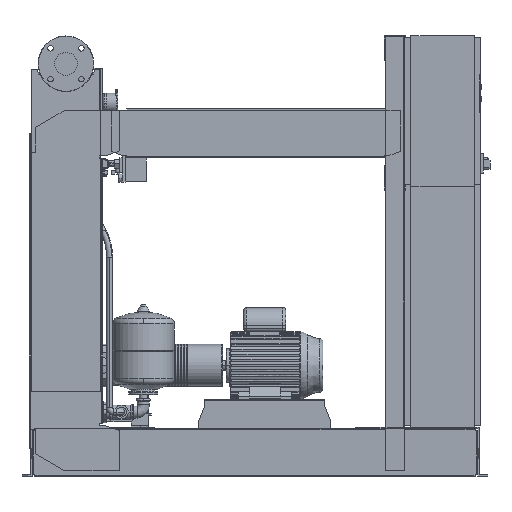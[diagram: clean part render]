
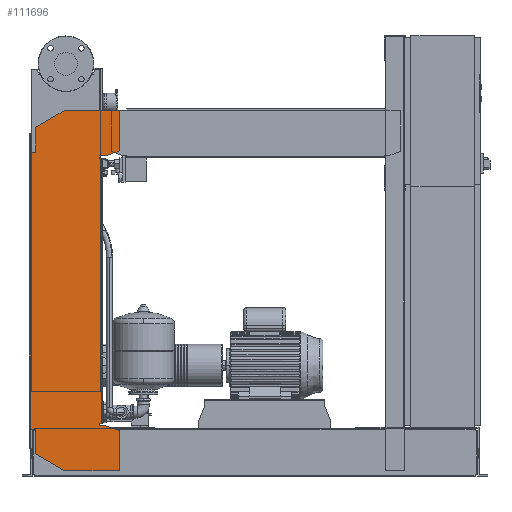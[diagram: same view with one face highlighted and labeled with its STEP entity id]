
A CAD part, front view. The second image highlights one B-rep face of the part: STEP entity #111696.
In plain terms, the highlighted free-form (B-spline) face has degree [1, 1] with [2, 2] control points.
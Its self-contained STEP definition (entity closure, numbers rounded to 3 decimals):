
#111181=CARTESIAN_POINT('',(-102.0,-463.5,1076.0));
#111182=VERTEX_POINT('',#111181);
#111189=CARTESIAN_POINT('',(-102.0,-463.5,1158.574));
#111190=VERTEX_POINT('',#111189);
#111191=CARTESIAN_POINT('',(-102.0,-463.5,1076.0));
#111192=DIRECTION('',(0.0,0.0,1.0));
#111193=VECTOR('',#111192,82.574);
#111194=LINE('',#111191,#111193);
#111195=EDGE_CURVE('',#111182,#111190,#111194,.T.);
#111213=CARTESIAN_POINT('',(-6.,-463.5,1214.0));
#111214=VERTEX_POINT('',#111213);
#111215=CARTESIAN_POINT('',(-102.0,-463.5,1158.574));
#111216=DIRECTION('',(0.866,0.0,0.5));
#111217=VECTOR('',#111216,110.851);
#111218=LINE('',#111215,#111217);
#111219=EDGE_CURVE('',#111190,#111214,#111218,.T.);
#111237=CARTESIAN_POINT('',(177.0,-463.5,1214.0));
#111238=VERTEX_POINT('',#111237);
#111239=CARTESIAN_POINT('',(-6.,-463.5,1214.0));
#111240=DIRECTION('',(1.0,0.0,0.0));
#111241=VECTOR('',#111240,183.0);
#111242=LINE('',#111239,#111241);
#111243=EDGE_CURVE('',#111214,#111238,#111242,.T.);
#111261=CARTESIAN_POINT('',(177.0,-463.5,1080.379));
#111262=VERTEX_POINT('',#111261);
#111263=CARTESIAN_POINT('',(177.0,-463.5,1214.0));
#111264=DIRECTION('',(0.0,0.0,-1.0));
#111265=VECTOR('',#111264,133.621);
#111266=LINE('',#111263,#111265);
#111267=EDGE_CURVE('',#111238,#111262,#111266,.T.);
#111285=CARTESIAN_POINT('',(132.,-463.5,1064.0));
#111286=VERTEX_POINT('',#111285);
#111287=CARTESIAN_POINT('',(177.0,-463.5,1080.379));
#111288=DIRECTION('',(-0.94,0.0,-0.342));
#111289=VECTOR('',#111288,47.888);
#111290=LINE('',#111287,#111289);
#111291=EDGE_CURVE('',#111262,#111286,#111290,.T.);
#111309=CARTESIAN_POINT('',(112.0,-463.5,1064.0));
#111310=VERTEX_POINT('',#111309);
#111311=CARTESIAN_POINT('',(132.,-463.5,1064.0));
#111312=DIRECTION('',(-1.0,0.0,0.0));
#111313=VECTOR('',#111312,20.);
#111314=LINE('',#111311,#111313);
#111315=EDGE_CURVE('',#111286,#111310,#111314,.T.);
#111333=CARTESIAN_POINT('',(112.0,-463.5,1056.0));
#111334=VERTEX_POINT('',#111333);
#111335=CARTESIAN_POINT('',(112.0,-463.5,1064.0));
#111336=DIRECTION('',(0.0,0.0,-1.0));
#111337=VECTOR('',#111336,8.0);
#111338=LINE('',#111335,#111337);
#111339=EDGE_CURVE('',#111310,#111334,#111338,.T.);
#111357=CARTESIAN_POINT('',(120.,-463.5,1056.0));
#111358=VERTEX_POINT('',#111357);
#111359=CARTESIAN_POINT('',(112.0,-463.5,1056.0));
#111360=DIRECTION('',(1.0,0.0,0.0));
#111361=VECTOR('',#111360,8.);
#111362=LINE('',#111359,#111361);
#111363=EDGE_CURVE('',#111334,#111358,#111362,.T.);
#111381=CARTESIAN_POINT('',(120.,-463.5,176.));
#111382=VERTEX_POINT('',#111381);
#111393=CARTESIAN_POINT('',(120.,-463.5,1056.0));
#111394=DIRECTION('',(0.0,0.0,-1.0));
#111395=VECTOR('',#111394,880.);
#111396=LINE('',#111393,#111395);
#111397=EDGE_CURVE('',#111358,#111382,#111396,.T.);
#111411=CARTESIAN_POINT('',(112.,-463.5,176.));
#111412=VERTEX_POINT('',#111411);
#111413=CARTESIAN_POINT('',(120.,-463.5,176.));
#111414=DIRECTION('',(-1.0,0.0,0.0));
#111415=VECTOR('',#111414,8.);
#111416=LINE('',#111413,#111415);
#111417=EDGE_CURVE('',#111382,#111412,#111416,.T.);
#111435=CARTESIAN_POINT('',(112.,-463.5,168.));
#111436=VERTEX_POINT('',#111435);
#111437=CARTESIAN_POINT('',(112.,-463.5,176.));
#111438=DIRECTION('',(0.0,0.0,-1.0));
#111439=VECTOR('',#111438,8.0);
#111440=LINE('',#111437,#111439);
#111441=EDGE_CURVE('',#111412,#111436,#111440,.T.);
#111459=CARTESIAN_POINT('',(132.,-463.5,168.));
#111460=VERTEX_POINT('',#111459);
#111461=CARTESIAN_POINT('',(112.,-463.5,168.));
#111462=DIRECTION('',(1.0,0.0,0.0));
#111463=VECTOR('',#111462,20.0);
#111464=LINE('',#111461,#111463);
#111465=EDGE_CURVE('',#111436,#111460,#111464,.T.);
#111483=CARTESIAN_POINT('',(177.,-463.5,151.621));
#111484=VERTEX_POINT('',#111483);
#111485=CARTESIAN_POINT('',(132.,-463.5,168.));
#111486=DIRECTION('',(0.94,0.0,-0.342));
#111487=VECTOR('',#111486,47.888);
#111488=LINE('',#111485,#111487);
#111489=EDGE_CURVE('',#111460,#111484,#111488,.T.);
#111507=CARTESIAN_POINT('',(177.,-463.5,18.0));
#111508=VERTEX_POINT('',#111507);
#111509=CARTESIAN_POINT('',(177.,-463.5,151.621));
#111510=DIRECTION('',(0.0,0.0,-1.0));
#111511=VECTOR('',#111510,133.621);
#111512=LINE('',#111509,#111511);
#111513=EDGE_CURVE('',#111484,#111508,#111512,.T.);
#111531=CARTESIAN_POINT('',(-4.,-463.5,18.0));
#111532=VERTEX_POINT('',#111531);
#111533=CARTESIAN_POINT('',(177.,-463.5,18.0));
#111534=DIRECTION('',(-1.0,0.0,0.0));
#111535=VECTOR('',#111534,181.);
#111536=LINE('',#111533,#111535);
#111537=EDGE_CURVE('',#111508,#111532,#111536,.T.);
#111555=CARTESIAN_POINT('',(-102.,-463.5,74.58));
#111556=VERTEX_POINT('',#111555);
#111557=CARTESIAN_POINT('',(-4.,-463.5,18.0));
#111558=DIRECTION('',(-0.866,0.,0.5));
#111559=VECTOR('',#111558,113.161);
#111560=LINE('',#111557,#111559);
#111561=EDGE_CURVE('',#111532,#111556,#111560,.T.);
#111579=CARTESIAN_POINT('',(-102.,-463.5,156.0));
#111580=VERTEX_POINT('',#111579);
#111581=CARTESIAN_POINT('',(-102.,-463.5,74.58));
#111582=DIRECTION('',(0.0,0.0,1.0));
#111583=VECTOR('',#111582,81.42);
#111584=LINE('',#111581,#111583);
#111585=EDGE_CURVE('',#111556,#111580,#111584,.T.);
#111603=CARTESIAN_POINT('',(-122.,-463.5,156.0));
#111604=VERTEX_POINT('',#111603);
#111605=CARTESIAN_POINT('',(-102.,-463.5,156.0));
#111606=DIRECTION('',(-1.0,0.0,0.0));
#111607=VECTOR('',#111606,20.0);
#111608=LINE('',#111605,#111607);
#111609=EDGE_CURVE('',#111580,#111604,#111608,.T.);
#111627=CARTESIAN_POINT('',(-122.0,-463.5,1076.0));
#111628=VERTEX_POINT('',#111627);
#111641=CARTESIAN_POINT('',(-122.,-463.5,156.0));
#111642=DIRECTION('',(0.0,0.0,1.0));
#111643=VECTOR('',#111642,920.0);
#111644=LINE('',#111641,#111643);
#111645=EDGE_CURVE('',#111604,#111628,#111644,.T.);
#111659=CARTESIAN_POINT('',(-122.0,-463.5,1076.0));
#111660=DIRECTION('',(1.0,0.0,0.0));
#111661=VECTOR('',#111660,20.0);
#111662=LINE('',#111659,#111661);
#111663=EDGE_CURVE('',#111628,#111182,#111662,.T.);
#111669=CARTESIAN_POINT('',(-122.,-463.5,18.0));
#111670=CARTESIAN_POINT('',(177.0,-463.5,18.0));
#111671=CARTESIAN_POINT('',(-122.,-463.5,1214.0));
#111672=CARTESIAN_POINT('',(177.0,-463.5,1214.0));
#111673=B_SPLINE_SURFACE_WITH_KNOTS('',1,1,((#111669,#111671),(#111670,#111672)),.UNSPECIFIED.,.F.,.F.,.U.,(2,2),(2,2),(0.0,299.),(0.0,1196.0),.UNSPECIFIED.);
#111674=ORIENTED_EDGE('',*,*,#111663,.F.);
#111675=ORIENTED_EDGE('',*,*,#111645,.F.);
#111676=ORIENTED_EDGE('',*,*,#111609,.F.);
#111677=ORIENTED_EDGE('',*,*,#111585,.F.);
#111678=ORIENTED_EDGE('',*,*,#111561,.F.);
#111679=ORIENTED_EDGE('',*,*,#111537,.F.);
#111680=ORIENTED_EDGE('',*,*,#111513,.F.);
#111681=ORIENTED_EDGE('',*,*,#111489,.F.);
#111682=ORIENTED_EDGE('',*,*,#111465,.F.);
#111683=ORIENTED_EDGE('',*,*,#111441,.F.);
#111684=ORIENTED_EDGE('',*,*,#111417,.F.);
#111685=ORIENTED_EDGE('',*,*,#111397,.F.);
#111686=ORIENTED_EDGE('',*,*,#111363,.F.);
#111687=ORIENTED_EDGE('',*,*,#111339,.F.);
#111688=ORIENTED_EDGE('',*,*,#111315,.F.);
#111689=ORIENTED_EDGE('',*,*,#111291,.F.);
#111690=ORIENTED_EDGE('',*,*,#111267,.F.);
#111691=ORIENTED_EDGE('',*,*,#111243,.F.);
#111692=ORIENTED_EDGE('',*,*,#111219,.F.);
#111693=ORIENTED_EDGE('',*,*,#111195,.F.);
#111694=EDGE_LOOP('',(#111674,#111675,#111676,#111677,#111678,#111679,#111680,#111681,#111682,#111683,#111684,#111685,#111686,#111687,#111688,#111689,#111690,#111691,#111692,#111693));
#111695=FACE_OUTER_BOUND('',#111694,.T.);
#111696=ADVANCED_FACE('',(#111695),#111673,.T.);
